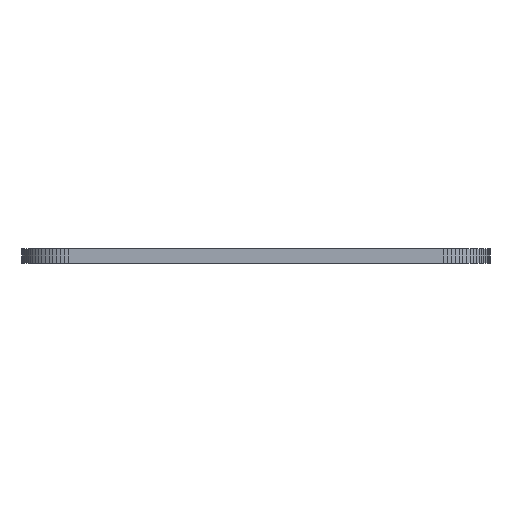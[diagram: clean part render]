
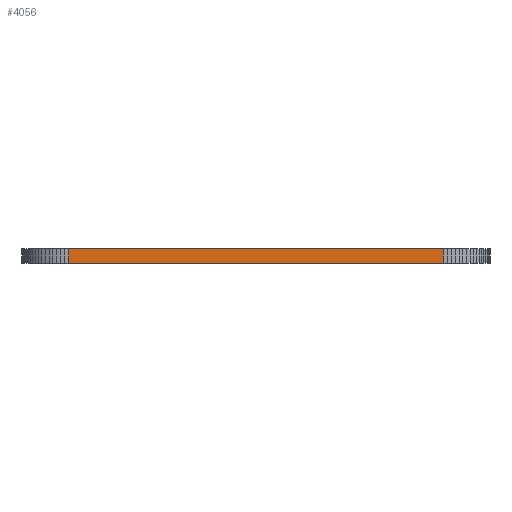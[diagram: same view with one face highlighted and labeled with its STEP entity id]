
A CAD part, left-side view. The second image highlights one B-rep face of the part: STEP entity #4056.
In plain terms, the highlighted planar face has unit normal (-1, 0, 0).
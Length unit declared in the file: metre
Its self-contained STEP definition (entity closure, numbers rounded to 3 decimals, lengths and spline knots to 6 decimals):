
#218=LINE('',#6412,#554);
#223=LINE('',#6422,#559);
#224=LINE('',#6424,#560);
#225=LINE('',#6426,#561);
#554=VECTOR('',#5347,1.);
#559=VECTOR('',#5356,1.);
#560=VECTOR('',#5357,1.);
#561=VECTOR('',#5358,1.);
#754=PLANE('',#4441);
#1250=ORIENTED_EDGE('',*,*,#2192,.T.);
#1251=ORIENTED_EDGE('',*,*,#2197,.T.);
#1252=ORIENTED_EDGE('',*,*,#2198,.F.);
#1253=ORIENTED_EDGE('',*,*,#2199,.F.);
#2192=EDGE_CURVE('',#2633,#2632,#218,.T.);
#2197=EDGE_CURVE('',#2632,#2636,#223,.T.);
#2198=EDGE_CURVE('',#2637,#2636,#224,.T.);
#2199=EDGE_CURVE('',#2633,#2637,#225,.T.);
#2632=VERTEX_POINT('',#6411);
#2633=VERTEX_POINT('',#6413);
#2636=VERTEX_POINT('',#6423);
#2637=VERTEX_POINT('',#6425);
#3132=EDGE_LOOP('',(#1250,#1251,#1252,#1253));
#3594=FACE_BOUND('',#3132,.T.);
#4056=ADVANCED_FACE('',(#3594),#754,.T.);
#4441=AXIS2_PLACEMENT_3D('',#6421,#5354,#5355);
#5347=DIRECTION('',(0.,0.,1.));
#5354=DIRECTION('',(-1.,0.,0.));
#5355=DIRECTION('',(0.,1.,0.));
#5356=DIRECTION('',(0.,1.,0.));
#5357=DIRECTION('',(0.,0.,1.));
#5358=DIRECTION('',(0.,1.,0.));
#6411=CARTESIAN_POINT('',(-0.0436,-0.0196,0.00158));
#6412=CARTESIAN_POINT('',(-0.0436,-0.0196,0.));
#6413=CARTESIAN_POINT('',(-0.0436,-0.0196,0.));
#6421=CARTESIAN_POINT('',(-0.0436,-0.0196,0.));
#6422=CARTESIAN_POINT('',(-0.0436,-0.0196,0.00158));
#6423=CARTESIAN_POINT('',(-0.0436,0.0204,0.00158));
#6424=CARTESIAN_POINT('',(-0.0436,0.0204,0.));
#6425=CARTESIAN_POINT('',(-0.0436,0.0204,0.));
#6426=CARTESIAN_POINT('',(-0.0436,-0.0196,0.));
